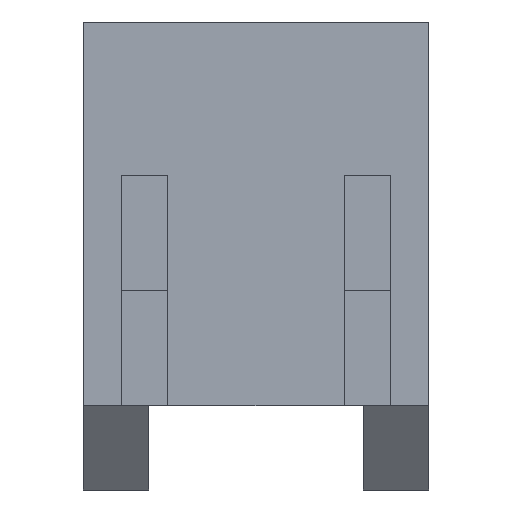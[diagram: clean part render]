
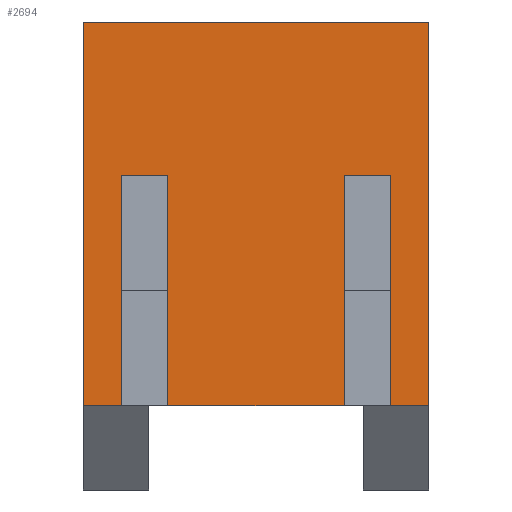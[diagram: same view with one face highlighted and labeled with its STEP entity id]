
A CAD part, front view. The second image highlights one B-rep face of the part: STEP entity #2694.
In plain terms, the highlighted planar face has unit normal (0, -1, 0).
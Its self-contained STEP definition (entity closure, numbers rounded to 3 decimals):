
#28 = EDGE_CURVE ( 'NONE', #1526, #2656, #721, .T. ) ;
#96 = ORIENTED_EDGE ( 'NONE', *, *, #2683, .T. ) ;
#164 = DIRECTION ( 'NONE',  ( -1., 0., 0. ) ) ;
#174 = CARTESIAN_POINT ( 'NONE',  ( 9.25, -1.85, 4.1 ) ) ;
#224 = CARTESIAN_POINT ( 'NONE',  ( 5.75, -1.85, 1.1 ) ) ;
#272 = CARTESIAN_POINT ( 'NONE',  ( 23.9, -1.85, 1.1 ) ) ;
#322 = LINE ( 'NONE', #1278, #1931 ) ;
#330 = ORIENTED_EDGE ( 'NONE', *, *, #2577, .F. ) ;
#360 = VECTOR ( 'NONE', #2717, 1000. ) ;
#390 = VECTOR ( 'NONE', #1399, 1000. ) ;
#428 = ORIENTED_EDGE ( 'NONE', *, *, #1738, .F. ) ;
#475 = EDGE_CURVE ( 'NONE', #2235, #1526, #1130, .T. ) ;
#518 = LINE ( 'NONE', #272, #1865 ) ;
#583 = ORIENTED_EDGE ( 'NONE', *, *, #903, .F. ) ;
#721 = LINE ( 'NONE', #2785, #997 ) ;
#734 = CARTESIAN_POINT ( 'NONE',  ( 8.9, -1.85, 1.1 ) ) ;
#795 = VECTOR ( 'NONE', #2847, 1000. ) ;
#810 = AXIS2_PLACEMENT_3D ( 'NONE', #2552, #1576, #2749 ) ;
#853 = ORIENTED_EDGE ( 'NONE', *, *, #2299, .F. ) ;
#861 = LINE ( 'NONE', #875, #360 ) ;
#870 = CARTESIAN_POINT ( 'NONE',  ( 8.65, -1.85, 1.1 ) ) ;
#875 = CARTESIAN_POINT ( 'NONE',  ( 5.25, -1.85, 6.1 ) ) ;
#880 = ORIENTED_EDGE ( 'NONE', *, *, #475, .F. ) ;
#883 = VERTEX_POINT ( 'NONE', #1849 ) ;
#884 = DIRECTION ( 'NONE',  ( 0., 0., -1. ) ) ;
#897 = CARTESIAN_POINT ( 'NONE',  ( 9.25, -1.85, 1.1 ) ) ;
#903 = EDGE_CURVE ( 'NONE', #3003, #2852, #2557, .T. ) ;
#928 = CARTESIAN_POINT ( 'NONE',  ( -9.75, -1.85, 6.1 ) ) ;
#940 = ORIENTED_EDGE ( 'NONE', *, *, #28, .F. ) ;
#980 = VERTEX_POINT ( 'NONE', #174 ) ;
#997 = VECTOR ( 'NONE', #1397, 1000. ) ;
#1040 = CARTESIAN_POINT ( 'NONE',  ( 8.65, -1.85, 4.1 ) ) ;
#1046 = EDGE_CURVE ( 'NONE', #980, #1770, #2834, .T. ) ;
#1085 = VECTOR ( 'NONE', #2925, 1000. ) ;
#1121 = LINE ( 'NONE', #1368, #390 ) ;
#1130 = LINE ( 'NONE', #928, #2409 ) ;
#1145 = VECTOR ( 'NONE', #1934, 1000. ) ;
#1148 = CARTESIAN_POINT ( 'NONE',  ( 8.65, -1.85, 4.1 ) ) ;
#1156 = EDGE_CURVE ( 'NONE', #1770, #1207, #1395, .T. ) ;
#1207 = VERTEX_POINT ( 'NONE', #870 ) ;
#1230 = ORIENTED_EDGE ( 'NONE', *, *, #1881, .F. ) ;
#1231 = DIRECTION ( 'NONE',  ( -1., 0., 0. ) ) ;
#1273 = ORIENTED_EDGE ( 'NONE', *, *, #2421, .F. ) ;
#1278 = CARTESIAN_POINT ( 'NONE',  ( 9.25, -1.85, 4.1 ) ) ;
#1280 = ORIENTED_EDGE ( 'NONE', *, *, #1156, .F. ) ;
#1294 = DIRECTION ( 'NONE',  ( 0., 0., 1. ) ) ;
#1323 = EDGE_CURVE ( 'NONE', #2656, #2284, #1648, .T. ) ;
#1342 = ORIENTED_EDGE ( 'NONE', *, *, #1323, .F. ) ;
#1349 = VECTOR ( 'NONE', #884, 1000. ) ;
#1368 = CARTESIAN_POINT ( 'NONE',  ( 6.35, -1.85, 4.1 ) ) ;
#1395 = LINE ( 'NONE', #1148, #1349 ) ;
#1397 = DIRECTION ( 'NONE',  ( 0., 0., -1. ) ) ;
#1399 = DIRECTION ( 'NONE',  ( 0., 0., 1. ) ) ;
#1402 = CARTESIAN_POINT ( 'NONE',  ( 5.75, -1.85, 4.1 ) ) ;
#1526 = VERTEX_POINT ( 'NONE', #2706 ) ;
#1560 = CARTESIAN_POINT ( 'NONE',  ( 9.75, -1.85, 1.1 ) ) ;
#1576 = DIRECTION ( 'NONE',  ( 0., 1., 0. ) ) ;
#1648 = LINE ( 'NONE', #734, #795 ) ;
#1738 = EDGE_CURVE ( 'NONE', #1207, #2947, #2715, .T. ) ;
#1770 = VERTEX_POINT ( 'NONE', #1040 ) ;
#1849 = CARTESIAN_POINT ( 'NONE',  ( 6.35, -1.85, 4.1 ) ) ;
#1865 = VECTOR ( 'NONE', #1231, 1000. ) ;
#1881 = EDGE_CURVE ( 'NONE', #2947, #883, #1121, .T. ) ;
#1896 = CARTESIAN_POINT ( 'NONE',  ( 5.25, -1.85, 1.1 ) ) ;
#1914 = VECTOR ( 'NONE', #164, 1000. ) ;
#1931 = VECTOR ( 'NONE', #1294, 1000. ) ;
#1934 = DIRECTION ( 'NONE',  ( -1., 0., 0. ) ) ;
#1982 = CARTESIAN_POINT ( 'NONE',  ( 8.9, -1.85, 1.1 ) ) ;
#2235 = VERTEX_POINT ( 'NONE', #2820 ) ;
#2284 = VERTEX_POINT ( 'NONE', #897 ) ;
#2299 = EDGE_CURVE ( 'NONE', #883, #3003, #2780, .T. ) ;
#2328 = DIRECTION ( 'NONE',  ( 0., 0., -1. ) ) ;
#2333 = EDGE_LOOP ( 'NONE', ( #880, #96, #1273, #583, #853, #1230, #428, #1280, #2796, #330, #1342, #940 ) ) ;
#2409 = VECTOR ( 'NONE', #3005, 1000. ) ;
#2415 = VERTEX_POINT ( 'NONE', #1896 ) ;
#2421 = EDGE_CURVE ( 'NONE', #2852, #2415, #518, .T. ) ;
#2435 = CARTESIAN_POINT ( 'NONE',  ( 9.25, -1.85, 4.1 ) ) ;
#2498 = CARTESIAN_POINT ( 'NONE',  ( 5.75, -1.85, 4.1 ) ) ;
#2552 = CARTESIAN_POINT ( 'NONE',  ( -9.75, -1.85, 6.1 ) ) ;
#2557 = LINE ( 'NONE', #1402, #2997 ) ;
#2577 = EDGE_CURVE ( 'NONE', #2284, #980, #322, .T. ) ;
#2656 = VERTEX_POINT ( 'NONE', #1560 ) ;
#2683 = EDGE_CURVE ( 'NONE', #2235, #2415, #861, .T. ) ;
#2694 = ADVANCED_FACE ( 'NONE', ( #2729 ), #2979, .F. ) ;
#2706 = CARTESIAN_POINT ( 'NONE',  ( 9.75, -1.85, 6.1 ) ) ;
#2715 = LINE ( 'NONE', #1982, #1085 ) ;
#2717 = DIRECTION ( 'NONE',  ( 0., 0., -1. ) ) ;
#2729 = FACE_OUTER_BOUND ( 'NONE', #2333, .T. ) ;
#2749 = DIRECTION ( 'NONE',  ( 0., 0., 1. ) ) ;
#2780 = LINE ( 'NONE', #3030, #1914 ) ;
#2785 = CARTESIAN_POINT ( 'NONE',  ( 9.75, -1.85, 6.1 ) ) ;
#2796 = ORIENTED_EDGE ( 'NONE', *, *, #1046, .F. ) ;
#2820 = CARTESIAN_POINT ( 'NONE',  ( 5.25, -1.85, 6.1 ) ) ;
#2834 = LINE ( 'NONE', #2435, #1145 ) ;
#2847 = DIRECTION ( 'NONE',  ( -1., 0., 0. ) ) ;
#2852 = VERTEX_POINT ( 'NONE', #224 ) ;
#2925 = DIRECTION ( 'NONE',  ( -1., 0., 0. ) ) ;
#2947 = VERTEX_POINT ( 'NONE', #2959 ) ;
#2959 = CARTESIAN_POINT ( 'NONE',  ( 6.35, -1.85, 1.1 ) ) ;
#2979 = PLANE ( 'NONE',  #810 ) ;
#2997 = VECTOR ( 'NONE', #2328, 1000. ) ;
#3003 = VERTEX_POINT ( 'NONE', #2498 ) ;
#3005 = DIRECTION ( 'NONE',  ( 1., 0., 0. ) ) ;
#3030 = CARTESIAN_POINT ( 'NONE',  ( 5.75, -1.85, 4.1 ) ) ;
